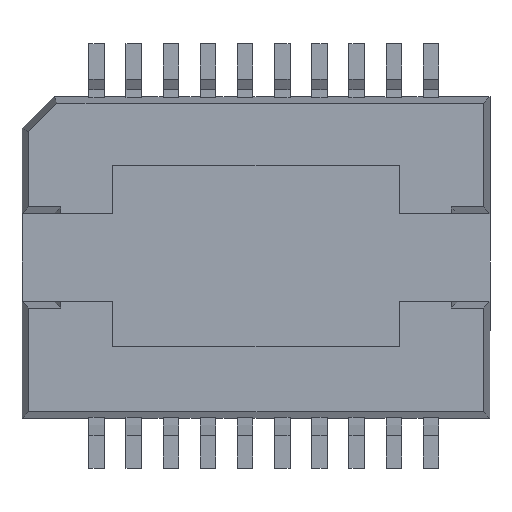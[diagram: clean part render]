
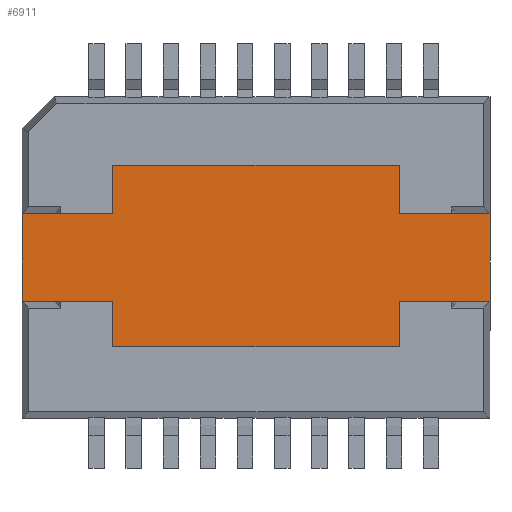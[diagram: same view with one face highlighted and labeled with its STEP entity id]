
A CAD part, front view. The second image highlights one B-rep face of the part: STEP entity #6911.
In plain terms, the highlighted planar face has unit normal (0, -1, 0).
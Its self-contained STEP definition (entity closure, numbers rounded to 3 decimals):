
#28 = VERTEX_POINT ( 'NONE', #1179 ) ;
#189 = LINE ( 'NONE', #2008, #4985 ) ;
#326 = VERTEX_POINT ( 'NONE', #5554 ) ;
#455 = DIRECTION ( 'NONE',  ( 0., 0., -1. ) ) ;
#495 = VERTEX_POINT ( 'NONE', #5502 ) ;
#497 = CARTESIAN_POINT ( 'NONE',  ( 0., -0.3, 0. ) ) ;
#517 = CARTESIAN_POINT ( 'NONE',  ( 0., -0.3, 2.135 ) ) ;
#540 = DIRECTION ( 'NONE',  ( 1., 0., 0. ) ) ;
#728 = ORIENTED_EDGE ( 'NONE', *, *, #6934, .F. ) ;
#765 = LINE ( 'NONE', #1811, #3485 ) ;
#774 = VERTEX_POINT ( 'NONE', #6215 ) ;
#798 = CARTESIAN_POINT ( 'NONE',  ( 9.32, -0.3, 0. ) ) ;
#899 = VERTEX_POINT ( 'NONE', #4500 ) ;
#910 = VERTEX_POINT ( 'NONE', #3290 ) ;
#927 = DIRECTION ( 'NONE',  ( 0., 0., -1. ) ) ;
#934 = CARTESIAN_POINT ( 'NONE',  ( 6.22, -0.3, 0. ) ) ;
#954 = FACE_OUTER_BOUND ( 'NONE', #2477, .T. ) ;
#1008 = LINE ( 'NONE', #2542, #6871 ) ;
#1010 = LINE ( 'NONE', #517, #2791 ) ;
#1034 = DIRECTION ( 'NONE',  ( -1., 0., 0. ) ) ;
#1082 = DIRECTION ( 'NONE',  ( 0., -1., 0. ) ) ;
#1147 = EDGE_CURVE ( 'NONE', #910, #899, #1010, .T. ) ;
#1179 = CARTESIAN_POINT ( 'NONE',  ( 6.22, -0.3, 3.685 ) ) ;
#1256 = LINE ( 'NONE', #798, #3917 ) ;
#1629 = LINE ( 'NONE', #3301, #5098 ) ;
#1673 = DIRECTION ( 'NONE',  ( -1., 0., 0. ) ) ;
#1811 = CARTESIAN_POINT ( 'NONE',  ( 0., -0.3, 3.685 ) ) ;
#1886 = LINE ( 'NONE', #934, #4832 ) ;
#2008 = CARTESIAN_POINT ( 'NONE',  ( -3.58, -0.3, 0. ) ) ;
#2398 = DIRECTION ( 'NONE',  ( 1., 0., 0. ) ) ;
#2477 = EDGE_LOOP ( 'NONE', ( #4017, #5294, #6434, #728, #6123, #3077, #3492, #5258, #5330, #6860, #3565, #4379 ) ) ;
#2533 = EDGE_CURVE ( 'NONE', #2644, #326, #3805, .T. ) ;
#2542 = CARTESIAN_POINT ( 'NONE',  ( 6.22, -0.3, 0. ) ) ;
#2644 = VERTEX_POINT ( 'NONE', #5470 ) ;
#2791 = VECTOR ( 'NONE', #7264, 1000. ) ;
#2874 = VECTOR ( 'NONE', #1673, 1000. ) ;
#2879 = VERTEX_POINT ( 'NONE', #3047 ) ;
#3047 = CARTESIAN_POINT ( 'NONE',  ( 6.22, -0.3, 6.685 ) ) ;
#3070 = VECTOR ( 'NONE', #3421, 1000. ) ;
#3073 = EDGE_CURVE ( 'NONE', #326, #2879, #1886, .T. ) ;
#3077 = ORIENTED_EDGE ( 'NONE', *, *, #4073, .T. ) ;
#3290 = CARTESIAN_POINT ( 'NONE',  ( -3.58, -0.3, 2.135 ) ) ;
#3301 = CARTESIAN_POINT ( 'NONE',  ( 0., -0.3, 6.685 ) ) ;
#3421 = DIRECTION ( 'NONE',  ( 0., 0., -1. ) ) ;
#3485 = VECTOR ( 'NONE', #6634, 1000. ) ;
#3492 = ORIENTED_EDGE ( 'NONE', *, *, #6321, .T. ) ;
#3501 = VECTOR ( 'NONE', #540, 1000. ) ;
#3565 = ORIENTED_EDGE ( 'NONE', *, *, #5202, .T. ) ;
#3613 = AXIS2_PLACEMENT_3D ( 'NONE', #497, #1082, #7316 ) ;
#3690 = EDGE_CURVE ( 'NONE', #2644, #4441, #189, .T. ) ;
#3694 = CARTESIAN_POINT ( 'NONE',  ( -3.58, -0.3, 6.685 ) ) ;
#3713 = VECTOR ( 'NONE', #2398, 1000. ) ;
#3805 = LINE ( 'NONE', #5909, #3713 ) ;
#3862 = LINE ( 'NONE', #6186, #3501 ) ;
#3864 = CARTESIAN_POINT ( 'NONE',  ( 0., -0.3, 3.685 ) ) ;
#3917 = VECTOR ( 'NONE', #4738, 1000. ) ;
#4017 = ORIENTED_EDGE ( 'NONE', *, *, #3073, .F. ) ;
#4045 = EDGE_CURVE ( 'NONE', #5828, #28, #5900, .T. ) ;
#4073 = EDGE_CURVE ( 'NONE', #774, #495, #765, .T. ) ;
#4128 = EDGE_CURVE ( 'NONE', #7309, #2879, #1629, .T. ) ;
#4233 = DIRECTION ( 'NONE',  ( 0., 0., 1. ) ) ;
#4379 = ORIENTED_EDGE ( 'NONE', *, *, #4128, .T. ) ;
#4434 = VERTEX_POINT ( 'NONE', #4878 ) ;
#4441 = VERTEX_POINT ( 'NONE', #3694 ) ;
#4500 = CARTESIAN_POINT ( 'NONE',  ( 6.22, -0.3, 2.135 ) ) ;
#4738 = DIRECTION ( 'NONE',  ( 0., 0., 1. ) ) ;
#4796 = DIRECTION ( 'NONE',  ( 0., 0., -1. ) ) ;
#4832 = VECTOR ( 'NONE', #455, 1000. ) ;
#4878 = CARTESIAN_POINT ( 'NONE',  ( -6.68, -0.3, 6.685 ) ) ;
#4882 = CARTESIAN_POINT ( 'NONE',  ( 9.32, -0.3, 6.685 ) ) ;
#4985 = VECTOR ( 'NONE', #4796, 1000. ) ;
#5098 = VECTOR ( 'NONE', #1034, 1000. ) ;
#5202 = EDGE_CURVE ( 'NONE', #5828, #7309, #1256, .T. ) ;
#5258 = ORIENTED_EDGE ( 'NONE', *, *, #1147, .T. ) ;
#5279 = EDGE_CURVE ( 'NONE', #28, #899, #1008, .T. ) ;
#5294 = ORIENTED_EDGE ( 'NONE', *, *, #2533, .F. ) ;
#5330 = ORIENTED_EDGE ( 'NONE', *, *, #5279, .F. ) ;
#5470 = CARTESIAN_POINT ( 'NONE',  ( -3.58, -0.3, 8.335 ) ) ;
#5491 = LINE ( 'NONE', #6492, #6020 ) ;
#5502 = CARTESIAN_POINT ( 'NONE',  ( -3.58, -0.3, 3.685 ) ) ;
#5554 = CARTESIAN_POINT ( 'NONE',  ( 6.22, -0.3, 8.335 ) ) ;
#5828 = VERTEX_POINT ( 'NONE', #6246 ) ;
#5900 = LINE ( 'NONE', #3864, #2874 ) ;
#5909 = CARTESIAN_POINT ( 'NONE',  ( 0., -0.3, 8.335 ) ) ;
#6020 = VECTOR ( 'NONE', #4233, 1000. ) ;
#6123 = ORIENTED_EDGE ( 'NONE', *, *, #6757, .F. ) ;
#6186 = CARTESIAN_POINT ( 'NONE',  ( 0., -0.3, 6.685 ) ) ;
#6215 = CARTESIAN_POINT ( 'NONE',  ( -6.68, -0.3, 3.685 ) ) ;
#6246 = CARTESIAN_POINT ( 'NONE',  ( 9.32, -0.3, 3.685 ) ) ;
#6293 = CARTESIAN_POINT ( 'NONE',  ( -3.58, -0.3, 0. ) ) ;
#6321 = EDGE_CURVE ( 'NONE', #495, #910, #7261, .T. ) ;
#6434 = ORIENTED_EDGE ( 'NONE', *, *, #3690, .T. ) ;
#6492 = CARTESIAN_POINT ( 'NONE',  ( -6.68, -0.3, 0. ) ) ;
#6634 = DIRECTION ( 'NONE',  ( 1., 0., 0. ) ) ;
#6757 = EDGE_CURVE ( 'NONE', #774, #4434, #5491, .T. ) ;
#6806 = PLANE ( 'NONE',  #3613 ) ;
#6860 = ORIENTED_EDGE ( 'NONE', *, *, #4045, .F. ) ;
#6871 = VECTOR ( 'NONE', #927, 1000. ) ;
#6911 = ADVANCED_FACE ( 'NONE', ( #954 ), #6806, .T. ) ;
#6934 = EDGE_CURVE ( 'NONE', #4434, #4441, #3862, .T. ) ;
#7261 = LINE ( 'NONE', #6293, #3070 ) ;
#7264 = DIRECTION ( 'NONE',  ( 1., 0., 0. ) ) ;
#7309 = VERTEX_POINT ( 'NONE', #4882 ) ;
#7316 = DIRECTION ( 'NONE',  ( 0., 0., -1. ) ) ;
